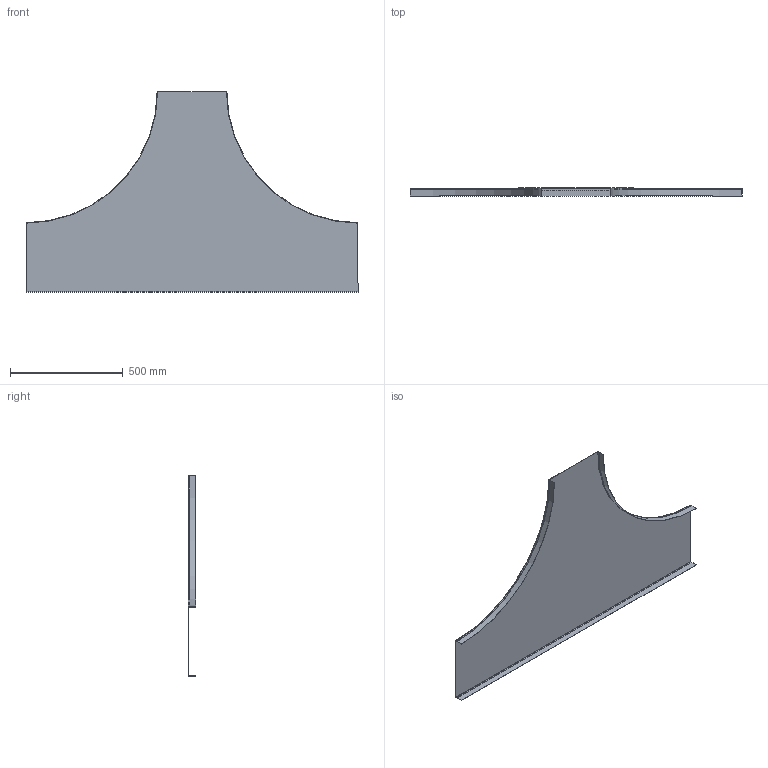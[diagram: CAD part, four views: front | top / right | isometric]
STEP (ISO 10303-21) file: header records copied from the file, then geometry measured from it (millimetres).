
FILE_DESCRIPTION (( 'STEP AP203' ), '1' );
FILE_NAME ('10-02-1159.STEP', '2013-05-06T08:00:16', ( 'asennus' ), ( '' ), 'SwSTEP 2.0', 'SolidWorks 2013', '' );
FILE_SCHEMA (( 'CONFIG_CONTROL_DESIGN' ));
Length unit declared in the file: millimetre
Products named in the file (1): 10-02-1159
Bounding box: 1470 x 35 x 889.5 mm (x, y, z)
Volume: 908032.1 mm3; surface area: 1827118.4 mm2
Topology: 4 solids, 4 shells, 38 faces, 90 edges, 60 vertices
Faces by surface type: plane 24, cylinder 10, torus 4
Entity records: 1177 total; most frequent: DIRECTION 200, CARTESIAN_POINT 189, ORIENTED_EDGE 180, EDGE_CURVE 90, AXIS2_PLACEMENT_3D 71, VERTEX_POINT 60, LINE 58, VECTOR 58
